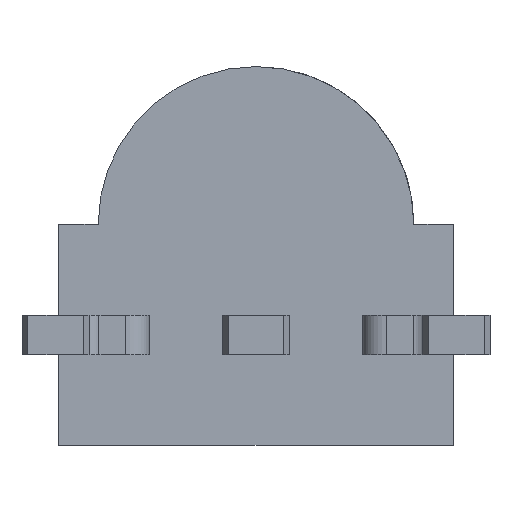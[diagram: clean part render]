
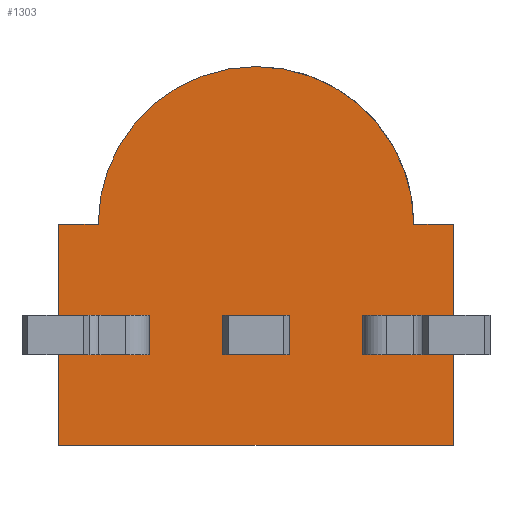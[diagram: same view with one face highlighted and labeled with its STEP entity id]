
A CAD part, front view. The second image highlights one B-rep face of the part: STEP entity #1303.
In plain terms, the highlighted planar face has unit normal (0, -1, 0).
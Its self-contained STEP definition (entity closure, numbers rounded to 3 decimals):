
#12 = AXIS2_PLACEMENT_3D ( 'NONE', #1019, #165, #185 ) ;
#136 = EDGE_CURVE ( 'NONE', #709, #535, #1426, .T. ) ;
#165 = DIRECTION ( 'NONE',  ( 0., -1., 0. ) ) ;
#185 = DIRECTION ( 'NONE',  ( 0., 0., 1. ) ) ;
#228 = LINE ( 'NONE', #251, #1146 ) ;
#251 = CARTESIAN_POINT ( 'NONE',  ( -2.5, 3.3, -1.4 ) ) ;
#307 = ORIENTED_EDGE ( 'NONE', *, *, #459, .T. ) ;
#311 = DIRECTION ( 'NONE',  ( 0., -1., 0. ) ) ;
#342 = LINE ( 'NONE', #1206, #2083 ) ;
#391 = LINE ( 'NONE', #1763, #1326 ) ;
#421 = LINE ( 'NONE', #1099, #1726 ) ;
#434 = CARTESIAN_POINT ( 'NONE',  ( 2.5, 3.3, 1.4 ) ) ;
#458 = ORIENTED_EDGE ( 'NONE', *, *, #1750, .F. ) ;
#459 = EDGE_CURVE ( 'NONE', #859, #876, #2044, .T. ) ;
#510 = EDGE_CURVE ( 'NONE', #2016, #1732, #391, .T. ) ;
#521 = CARTESIAN_POINT ( 'NONE',  ( 2., 3.3, 1.4 ) ) ;
#533 = EDGE_CURVE ( 'NONE', #1732, #535, #228, .T. ) ;
#535 = VERTEX_POINT ( 'NONE', #1749 ) ;
#556 = CARTESIAN_POINT ( 'NONE',  ( 2.5, 3.3, 1.4 ) ) ;
#588 = DIRECTION ( 'NONE',  ( 0., 0., 1. ) ) ;
#648 = AXIS2_PLACEMENT_3D ( 'NONE', #911, #1585, #588 ) ;
#709 = VERTEX_POINT ( 'NONE', #434 ) ;
#741 = EDGE_CURVE ( 'NONE', #1497, #859, #2004, .T. ) ;
#752 = FACE_OUTER_BOUND ( 'NONE', #2051, .T. ) ;
#837 = ORIENTED_EDGE ( 'NONE', *, *, #533, .T. ) ;
#859 = VERTEX_POINT ( 'NONE', #1347 ) ;
#876 = VERTEX_POINT ( 'NONE', #2029 ) ;
#911 = CARTESIAN_POINT ( 'NONE',  ( -2.5, 3.3, 1.4 ) ) ;
#1019 = CARTESIAN_POINT ( 'NONE',  ( 0., 3.3, 1.4 ) ) ;
#1070 = DIRECTION ( 'NONE',  ( 0., 0., -1. ) ) ;
#1099 = CARTESIAN_POINT ( 'NONE',  ( -2.5, 3.3, 1.4 ) ) ;
#1146 = VECTOR ( 'NONE', #1249, 1000. ) ;
#1206 = CARTESIAN_POINT ( 'NONE',  ( -2.5, 3.3, 1.4 ) ) ;
#1238 = CARTESIAN_POINT ( 'NONE',  ( -2.5, 3.3, -1.4 ) ) ;
#1244 = ORIENTED_EDGE ( 'NONE', *, *, #136, .F. ) ;
#1249 = DIRECTION ( 'NONE',  ( 1., 0., 0. ) ) ;
#1275 = ORIENTED_EDGE ( 'NONE', *, *, #510, .T. ) ;
#1303 = ADVANCED_FACE ( 'NONE', ( #752 ), #2124, .F. ) ;
#1315 = DIRECTION ( 'NONE',  ( 0., 0., 1. ) ) ;
#1326 = VECTOR ( 'NONE', #2078, 1000. ) ;
#1347 = CARTESIAN_POINT ( 'NONE',  ( 0., 3.3, 3.4 ) ) ;
#1358 = VECTOR ( 'NONE', #1070, 1000. ) ;
#1388 = CARTESIAN_POINT ( 'NONE',  ( -2.5, 3.3, 1.4 ) ) ;
#1390 = DIRECTION ( 'NONE',  ( 1., 0., 0. ) ) ;
#1426 = LINE ( 'NONE', #556, #1358 ) ;
#1497 = VERTEX_POINT ( 'NONE', #521 ) ;
#1537 = EDGE_CURVE ( 'NONE', #1497, #709, #342, .T. ) ;
#1585 = DIRECTION ( 'NONE',  ( 0., 1., 0. ) ) ;
#1645 = AXIS2_PLACEMENT_3D ( 'NONE', #1648, #311, #1315 ) ;
#1648 = CARTESIAN_POINT ( 'NONE',  ( 0., 3.3, 1.4 ) ) ;
#1659 = ORIENTED_EDGE ( 'NONE', *, *, #741, .T. ) ;
#1669 = DIRECTION ( 'NONE',  ( 1., 0., 0. ) ) ;
#1726 = VECTOR ( 'NONE', #1669, 1000. ) ;
#1732 = VERTEX_POINT ( 'NONE', #1238 ) ;
#1749 = CARTESIAN_POINT ( 'NONE',  ( 2.5, 3.3, -1.4 ) ) ;
#1750 = EDGE_CURVE ( 'NONE', #2016, #876, #421, .T. ) ;
#1763 = CARTESIAN_POINT ( 'NONE',  ( -2.5, 3.3, 1.4 ) ) ;
#2004 = CIRCLE ( 'NONE', #1645, 2. ) ;
#2016 = VERTEX_POINT ( 'NONE', #1388 ) ;
#2029 = CARTESIAN_POINT ( 'NONE',  ( -2., 3.3, 1.4 ) ) ;
#2044 = CIRCLE ( 'NONE', #12, 2. ) ;
#2051 = EDGE_LOOP ( 'NONE', ( #2116, #1659, #307, #458, #1275, #837, #1244 ) ) ;
#2078 = DIRECTION ( 'NONE',  ( 0., 0., -1. ) ) ;
#2083 = VECTOR ( 'NONE', #1390, 1000. ) ;
#2116 = ORIENTED_EDGE ( 'NONE', *, *, #1537, .F. ) ;
#2124 = PLANE ( 'NONE',  #648 ) ;
